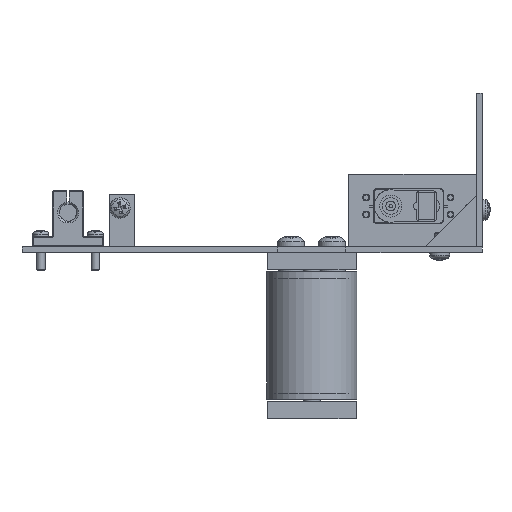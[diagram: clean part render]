
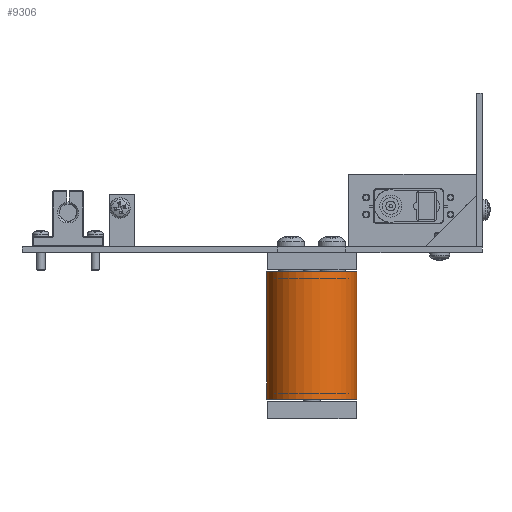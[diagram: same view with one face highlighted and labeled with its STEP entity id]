
A CAD part, left-side view. The second image highlights one B-rep face of the part: STEP entity #9306.
In plain terms, the highlighted cylindrical face has radius 26.5 mm (diameter 53 mm), a partial arc.
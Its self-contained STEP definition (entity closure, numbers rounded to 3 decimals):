
#914=FACE_OUTER_BOUND('',#1457,.T.);
#1457=EDGE_LOOP('',(#6378,#6379,#6380,#6381));
#2106=LINE('',#14214,#2867);
#2107=LINE('',#14217,#2868);
#2867=VECTOR('',#11314,10.);
#2868=VECTOR('',#11317,10.);
#3624=CIRCLE('',#10223,26.5);
#3625=CIRCLE('',#10224,26.5);
#4089=VERTEX_POINT('',#14210);
#4090=VERTEX_POINT('',#14211);
#4091=VERTEX_POINT('',#14213);
#4092=VERTEX_POINT('',#14215);
#4991=EDGE_CURVE('',#4089,#4090,#3624,.T.);
#4992=EDGE_CURVE('',#4090,#4091,#2106,.T.);
#4993=EDGE_CURVE('',#4092,#4091,#3625,.T.);
#4994=EDGE_CURVE('',#4089,#4092,#2107,.T.);
#6378=ORIENTED_EDGE('',*,*,#4991,.T.);
#6379=ORIENTED_EDGE('',*,*,#4992,.T.);
#6380=ORIENTED_EDGE('',*,*,#4993,.F.);
#6381=ORIENTED_EDGE('',*,*,#4994,.F.);
#9130=CYLINDRICAL_SURFACE('',#10222,26.5);
#9306=ADVANCED_FACE('',(#914),#9130,.T.);
#10222=AXIS2_PLACEMENT_3D('',#14209,#11310,#11311);
#10223=AXIS2_PLACEMENT_3D('',#14212,#11312,#11313);
#10224=AXIS2_PLACEMENT_3D('',#14216,#11315,#11316);
#11310=DIRECTION('center_axis',(0.,0.,1.));
#11311=DIRECTION('ref_axis',(0.,1.,0.));
#11312=DIRECTION('center_axis',(0.,0.,1.));
#11313=DIRECTION('ref_axis',(0.,1.,0.));
#11314=DIRECTION('',(0.,0.,1.));
#11315=DIRECTION('center_axis',(0.,0.,1.));
#11316=DIRECTION('ref_axis',(0.,1.,0.));
#11317=DIRECTION('',(0.,0.,1.));
#14209=CARTESIAN_POINT('Origin',(0.,0.,0.));
#14210=CARTESIAN_POINT('',(0.,26.5,0.));
#14211=CARTESIAN_POINT('',(0.,-26.5,0.));
#14212=CARTESIAN_POINT('Origin',(0.,0.,0.));
#14213=CARTESIAN_POINT('',(0.,-26.5,75.));
#14214=CARTESIAN_POINT('',(0.,-26.5,0.));
#14215=CARTESIAN_POINT('',(0.,26.5,75.));
#14216=CARTESIAN_POINT('Origin',(0.,0.,75.));
#14217=CARTESIAN_POINT('',(0.,26.5,0.));
